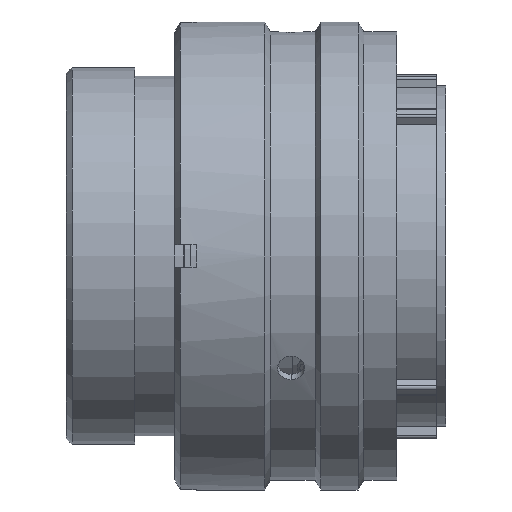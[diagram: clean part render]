
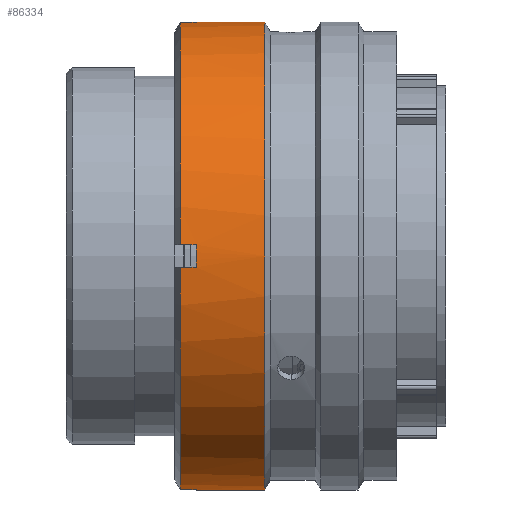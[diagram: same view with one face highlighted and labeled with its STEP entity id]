
A CAD part, front view. The second image highlights one B-rep face of the part: STEP entity #86334.
In plain terms, the highlighted cylindrical face has radius 20.6 mm (diameter 41.2 mm), a partial arc.
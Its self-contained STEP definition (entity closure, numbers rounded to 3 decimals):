
#286 = CARTESIAN_POINT ( 'NONE',  ( 11.42, 0., 0. ) ) ;
#3287 = EDGE_CURVE ( 'NONE', #78114, #84661, #58239, .T. ) ;
#3602 = LINE ( 'NONE', #52023, #5934 ) ;
#4537 = LINE ( 'NONE', #26988, #22164 ) ;
#5536 = DIRECTION ( 'NONE',  ( -1., 0., 0. ) ) ;
#5934 = VECTOR ( 'NONE', #73538, 1000. ) ;
#8670 = DIRECTION ( 'NONE',  ( 0., 0., 1. ) ) ;
#8749 = CARTESIAN_POINT ( 'NONE',  ( 17.44, 0., -20.6 ) ) ;
#9249 = EDGE_CURVE ( 'NONE', #30958, #92299, #38972, .T. ) ;
#9394 = VERTEX_POINT ( 'NONE', #35628 ) ;
#10620 = CARTESIAN_POINT ( 'NONE',  ( 17.44, 0., 0. ) ) ;
#11058 = CIRCLE ( 'NONE', #19381, 20.6 ) ;
#12077 = AXIS2_PLACEMENT_3D ( 'NONE', #40989, #32403, #48546 ) ;
#14959 = ORIENTED_EDGE ( 'NONE', *, *, #94292, .T. ) ;
#16270 = CARTESIAN_POINT ( 'NONE',  ( 10.02, -20.576, -1. ) ) ;
#17894 = DIRECTION ( 'NONE',  ( 1., 0., 0. ) ) ;
#18103 = ORIENTED_EDGE ( 'NONE', *, *, #74293, .F. ) ;
#19381 = AXIS2_PLACEMENT_3D ( 'NONE', #286, #84652, #52986 ) ;
#20346 = EDGE_CURVE ( 'NONE', #9394, #35489, #27382, .T. ) ;
#21477 = VECTOR ( 'NONE', #94849, 1000. ) ;
#22164 = VECTOR ( 'NONE', #5536, 1000. ) ;
#22348 = CYLINDRICAL_SURFACE ( 'NONE', #33341, 20.6 ) ;
#23006 = ORIENTED_EDGE ( 'NONE', *, *, #20346, .T. ) ;
#23418 = VERTEX_POINT ( 'NONE', #42186 ) ;
#25160 = DIRECTION ( 'NONE',  ( 1., 0., 0. ) ) ;
#25813 = CARTESIAN_POINT ( 'NONE',  ( 11.42, -1., 20.576 ) ) ;
#26988 = CARTESIAN_POINT ( 'NONE',  ( 29.07, -20.576, -1. ) ) ;
#27382 = LINE ( 'NONE', #89984, #60420 ) ;
#29195 = AXIS2_PLACEMENT_3D ( 'NONE', #64034, #17894, #56105 ) ;
#30799 = ORIENTED_EDGE ( 'NONE', *, *, #3287, .T. ) ;
#30958 = VERTEX_POINT ( 'NONE', #58858 ) ;
#31114 = AXIS2_PLACEMENT_3D ( 'NONE', #44483, #76194, #97270 ) ;
#31842 = FACE_OUTER_BOUND ( 'NONE', #53816, .T. ) ;
#32403 = DIRECTION ( 'NONE',  ( 1., 0., 0. ) ) ;
#33341 = AXIS2_PLACEMENT_3D ( 'NONE', #60116, #88777, #79504 ) ;
#33721 = CIRCLE ( 'NONE', #96952, 20.6 ) ;
#34447 = LINE ( 'NONE', #57901, #21477 ) ;
#35221 = CARTESIAN_POINT ( 'NONE',  ( 29.07, 0., -20.6 ) ) ;
#35489 = VERTEX_POINT ( 'NONE', #47434 ) ;
#35628 = CARTESIAN_POINT ( 'NONE',  ( 10.02, -1., -20.576 ) ) ;
#36490 = VECTOR ( 'NONE', #57758, 1000. ) ;
#36936 = EDGE_CURVE ( 'NONE', #72646, #23418, #11058, .T. ) ;
#38972 = CIRCLE ( 'NONE', #29195, 20.6 ) ;
#39783 = VERTEX_POINT ( 'NONE', #91604 ) ;
#40188 = CARTESIAN_POINT ( 'NONE',  ( 10.02, -20.576, 1. ) ) ;
#40989 = CARTESIAN_POINT ( 'NONE',  ( 10.02, 0., 0. ) ) ;
#42186 = CARTESIAN_POINT ( 'NONE',  ( 11.42, -20.576, -1. ) ) ;
#42463 = LINE ( 'NONE', #80561, #36490 ) ;
#42593 = EDGE_CURVE ( 'NONE', #92299, #78114, #34447, .T. ) ;
#44352 = ORIENTED_EDGE ( 'NONE', *, *, #58954, .T. ) ;
#44483 = CARTESIAN_POINT ( 'NONE',  ( 10.02, 0., 0. ) ) ;
#46235 = ORIENTED_EDGE ( 'NONE', *, *, #9249, .T. ) ;
#47434 = CARTESIAN_POINT ( 'NONE',  ( 11.42, -1., -20.576 ) ) ;
#48087 = DIRECTION ( 'NONE',  ( 1., 0., 0. ) ) ;
#48546 = DIRECTION ( 'NONE',  ( 0., 0., -1. ) ) ;
#52023 = CARTESIAN_POINT ( 'NONE',  ( 29.07, -20.576, 1. ) ) ;
#52986 = DIRECTION ( 'NONE',  ( 0., 0., 1. ) ) ;
#53133 = EDGE_CURVE ( 'NONE', #39783, #57455, #33721, .T. ) ;
#53816 = EDGE_LOOP ( 'NONE', ( #18103, #46235, #54190, #30799, #44352, #90785, #14959, #66941, #23006, #85160, #80961, #67333 ) ) ;
#53915 = VERTEX_POINT ( 'NONE', #73471 ) ;
#54190 = ORIENTED_EDGE ( 'NONE', *, *, #42593, .T. ) ;
#54764 = DIRECTION ( 'NONE',  ( 1., 0., 0. ) ) ;
#55449 = DIRECTION ( 'NONE',  ( 0., 0., -1. ) ) ;
#56105 = DIRECTION ( 'NONE',  ( 0., 0., 1. ) ) ;
#57455 = VERTEX_POINT ( 'NONE', #8749 ) ;
#57758 = DIRECTION ( 'NONE',  ( 1., 0., 0. ) ) ;
#57901 = CARTESIAN_POINT ( 'NONE',  ( 29.07, -1., 20.576 ) ) ;
#58239 = CIRCLE ( 'NONE', #31114, 20.6 ) ;
#58858 = CARTESIAN_POINT ( 'NONE',  ( 11.42, 0., 20.6 ) ) ;
#58954 = EDGE_CURVE ( 'NONE', #84661, #72646, #3602, .T. ) ;
#60116 = CARTESIAN_POINT ( 'NONE',  ( 29.07, 0., 0. ) ) ;
#60420 = VECTOR ( 'NONE', #67287, 1000. ) ;
#62763 = CARTESIAN_POINT ( 'NONE',  ( 11.42, -20.576, 1. ) ) ;
#64034 = CARTESIAN_POINT ( 'NONE',  ( 11.42, 0., 0. ) ) ;
#65171 = EDGE_CURVE ( 'NONE', #53915, #57455, #97647, .T. ) ;
#66941 = ORIENTED_EDGE ( 'NONE', *, *, #88197, .T. ) ;
#67287 = DIRECTION ( 'NONE',  ( 1., 0., 0. ) ) ;
#67333 = ORIENTED_EDGE ( 'NONE', *, *, #53133, .F. ) ;
#71195 = EDGE_CURVE ( 'NONE', #35489, #53915, #96112, .T. ) ;
#72646 = VERTEX_POINT ( 'NONE', #62763 ) ;
#73000 = CIRCLE ( 'NONE', #12077, 20.6 ) ;
#73471 = CARTESIAN_POINT ( 'NONE',  ( 11.42, 0., -20.6 ) ) ;
#73538 = DIRECTION ( 'NONE',  ( 1., 0., 0. ) ) ;
#74293 = EDGE_CURVE ( 'NONE', #30958, #39783, #42463, .T. ) ;
#76194 = DIRECTION ( 'NONE',  ( 1., 0., 0. ) ) ;
#76252 = VERTEX_POINT ( 'NONE', #16270 ) ;
#76930 = CARTESIAN_POINT ( 'NONE',  ( 11.42, 0., 0. ) ) ;
#77644 = VECTOR ( 'NONE', #48087, 1000. ) ;
#78114 = VERTEX_POINT ( 'NONE', #93617 ) ;
#79504 = DIRECTION ( 'NONE',  ( 0., 0., -1. ) ) ;
#80561 = CARTESIAN_POINT ( 'NONE',  ( 29.07, 0., 20.6 ) ) ;
#80961 = ORIENTED_EDGE ( 'NONE', *, *, #65171, .T. ) ;
#84652 = DIRECTION ( 'NONE',  ( 1., 0., 0. ) ) ;
#84661 = VERTEX_POINT ( 'NONE', #40188 ) ;
#85160 = ORIENTED_EDGE ( 'NONE', *, *, #71195, .T. ) ;
#86334 = ADVANCED_FACE ( 'NONE', ( #31842 ), #22348, .T. ) ;
#88197 = EDGE_CURVE ( 'NONE', #76252, #9394, #73000, .T. ) ;
#88777 = DIRECTION ( 'NONE',  ( 1., 0., 0. ) ) ;
#89984 = CARTESIAN_POINT ( 'NONE',  ( 29.07, -1., -20.576 ) ) ;
#90785 = ORIENTED_EDGE ( 'NONE', *, *, #36936, .T. ) ;
#91604 = CARTESIAN_POINT ( 'NONE',  ( 17.44, 0., 20.6 ) ) ;
#92299 = VERTEX_POINT ( 'NONE', #25813 ) ;
#93075 = AXIS2_PLACEMENT_3D ( 'NONE', #76930, #54764, #8670 ) ;
#93617 = CARTESIAN_POINT ( 'NONE',  ( 10.02, -1., 20.576 ) ) ;
#94292 = EDGE_CURVE ( 'NONE', #23418, #76252, #4537, .T. ) ;
#94849 = DIRECTION ( 'NONE',  ( -1., 0., 0. ) ) ;
#96112 = CIRCLE ( 'NONE', #93075, 20.6 ) ;
#96952 = AXIS2_PLACEMENT_3D ( 'NONE', #10620, #25160, #55449 ) ;
#97270 = DIRECTION ( 'NONE',  ( 0., 0., -1. ) ) ;
#97647 = LINE ( 'NONE', #35221, #77644 ) ;
